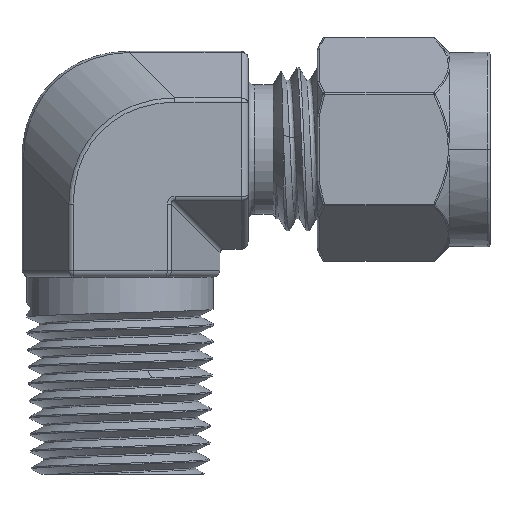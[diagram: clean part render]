
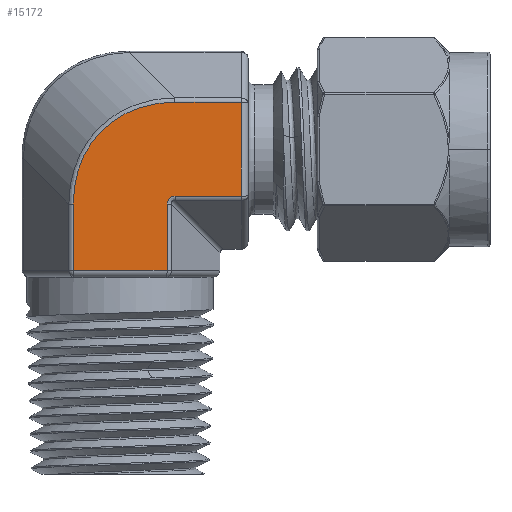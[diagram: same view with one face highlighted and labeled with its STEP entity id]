
A CAD part, top view. The second image highlights one B-rep face of the part: STEP entity #15172.
In plain terms, the highlighted planar face has unit normal (0, 0, 1).
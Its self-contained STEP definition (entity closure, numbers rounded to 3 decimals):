
#6232=DIRECTION('',(1.,0.,0.));
#6233=VECTOR('',#6232,4.866);
#6234=CARTESIAN_POINT('',(4.034,-3.45,6.35));
#6235=LINE('',#6234,#6233);
#6239=CARTESIAN_POINT('',(3.45,-4.034,6.35));
#6240=CARTESIAN_POINT('',(3.45,-4.015,6.35));
#6241=CARTESIAN_POINT('',(3.451,-3.978,6.35));
#6242=CARTESIAN_POINT('',(3.457,-3.926,6.35));
#6243=CARTESIAN_POINT('',(3.467,-3.877,6.35));
#6244=CARTESIAN_POINT('',(3.48,-3.83,6.35));
#6245=CARTESIAN_POINT('',(3.496,-3.788,6.35));
#6246=CARTESIAN_POINT('',(3.514,-3.748,6.35));
#6247=CARTESIAN_POINT('',(3.535,-3.712,6.35));
#6248=CARTESIAN_POINT('',(3.557,-3.679,6.35));
#6249=CARTESIAN_POINT('',(3.58,-3.648,6.35));
#6250=CARTESIAN_POINT('',(3.606,-3.619,6.35));
#6251=CARTESIAN_POINT('',(3.634,-3.592,6.35));
#6252=CARTESIAN_POINT('',(3.664,-3.567,6.35));
#6253=CARTESIAN_POINT('',(3.698,-3.543,6.35));
#6254=CARTESIAN_POINT('',(3.735,-3.521,6.35));
#6255=CARTESIAN_POINT('',(3.775,-3.501,6.35));
#6256=CARTESIAN_POINT('',(3.82,-3.484,6.35));
#6257=CARTESIAN_POINT('',(3.868,-3.469,6.35));
#6258=CARTESIAN_POINT('',(3.92,-3.458,6.35));
#6259=CARTESIAN_POINT('',(3.975,-3.451,6.35));
#6260=CARTESIAN_POINT('',(4.014,-3.45,6.35));
#6261=CARTESIAN_POINT('',(4.034,-3.45,6.35));
#6266=DIRECTION('',(0.,1.,0.));
#6267=VECTOR('',#6266,4.866);
#6268=CARTESIAN_POINT('',(3.45,-8.9,6.35));
#6269=LINE('',#6268,#6267);
#6273=DIRECTION('',(-1.,0.,0.));
#6274=VECTOR('',#6273,6.899);
#6275=CARTESIAN_POINT('',(3.45,-8.9,6.35));
#6276=LINE('',#6275,#6274);
#6280=DIRECTION('',(0.,1.,0.));
#6281=VECTOR('',#6280,4.88);
#6282=CARTESIAN_POINT('',(-3.45,-8.9,6.35));
#6283=LINE('',#6282,#6281);
#6287=CARTESIAN_POINT('',(-3.45,-4.02,6.35));
#6288=CARTESIAN_POINT('',(-3.45,-3.883,6.35));
#6289=CARTESIAN_POINT('',(-3.444,-3.615,6.35));
#6290=CARTESIAN_POINT('',(-3.418,-3.23,6.35));
#6291=CARTESIAN_POINT('',(-3.377,-2.852,6.35));
#6292=CARTESIAN_POINT('',(-3.32,-2.486,6.35));
#6293=CARTESIAN_POINT('',(-3.248,-2.129,6.35));
#6294=CARTESIAN_POINT('',(-3.163,-1.783,6.35));
#6295=CARTESIAN_POINT('',(-3.063,-1.447,6.35));
#6296=CARTESIAN_POINT('',(-2.95,-1.121,6.35));
#6297=CARTESIAN_POINT('',(-2.824,-0.806,6.35));
#6298=CARTESIAN_POINT('',(-2.686,-0.501,6.35));
#6299=CARTESIAN_POINT('',(-2.536,-0.207,6.35));
#6300=CARTESIAN_POINT('',(-2.373,0.076,6.35));
#6301=CARTESIAN_POINT('',(-2.2,0.35,6.35));
#6302=CARTESIAN_POINT('',(-2.015,0.612,6.35));
#6303=CARTESIAN_POINT('',(-1.818,0.865,6.35));
#6304=CARTESIAN_POINT('',(-1.611,1.107,6.35));
#6305=CARTESIAN_POINT('',(-1.393,1.338,6.35));
#6306=CARTESIAN_POINT('',(-1.164,1.559,6.35));
#6307=CARTESIAN_POINT('',(-0.923,1.77,6.35));
#6308=CARTESIAN_POINT('',(-0.672,1.97,6.35));
#6309=CARTESIAN_POINT('',(-0.41,2.159,6.35));
#6310=CARTESIAN_POINT('',(-0.137,2.336,6.35));
#6311=CARTESIAN_POINT('',(0.147,2.503,6.35));
#6312=CARTESIAN_POINT('',(0.443,2.658,6.35));
#6313=CARTESIAN_POINT('',(0.75,2.8,6.35));
#6314=CARTESIAN_POINT('',(1.068,2.93,6.35));
#6315=CARTESIAN_POINT('',(1.397,3.047,6.35));
#6316=CARTESIAN_POINT('',(1.738,3.15,6.35));
#6317=CARTESIAN_POINT('',(2.09,3.24,6.35));
#6318=CARTESIAN_POINT('',(2.453,3.314,6.35));
#6319=CARTESIAN_POINT('',(2.826,3.373,6.35));
#6320=CARTESIAN_POINT('',(3.212,3.417,6.35));
#6321=CARTESIAN_POINT('',(3.61,3.444,6.35));
#6322=CARTESIAN_POINT('',(3.882,3.45,6.35));
#6323=CARTESIAN_POINT('',(4.02,3.45,6.35));
#6328=DIRECTION('',(1.,0.,0.));
#6329=VECTOR('',#6328,4.88);
#6330=CARTESIAN_POINT('',(4.02,3.45,6.35));
#6331=LINE('',#6330,#6329);
#6335=DIRECTION('',(0.,-1.,0.));
#6336=VECTOR('',#6335,6.899);
#6337=CARTESIAN_POINT('',(8.9,3.45,6.35));
#6338=LINE('',#6337,#6336);
#11604=CARTESIAN_POINT('',(4.034,-3.45,6.35));
#11605=CARTESIAN_POINT('',(8.9,-3.45,6.35));
#11606=VERTEX_POINT('',#11604);
#11607=VERTEX_POINT('',#11605);
#11608=VERTEX_POINT('',#6239);
#11610=CARTESIAN_POINT('',(3.45,-8.9,6.35));
#11611=VERTEX_POINT('',#11610);
#11614=CARTESIAN_POINT('',(4.02,3.45,6.35));
#11615=CARTESIAN_POINT('',(8.9,3.45,6.35));
#11616=VERTEX_POINT('',#11614);
#11617=VERTEX_POINT('',#11615);
#11623=VERTEX_POINT('',#6287);
#11626=CARTESIAN_POINT('',(-3.45,-8.9,6.35));
#11627=VERTEX_POINT('',#11626);
#15151=CARTESIAN_POINT('',(0.,3.666,6.35));
#15152=DIRECTION('',(0.,0.,1.));
#15153=DIRECTION('',(0.,-1.,0.));
#15154=AXIS2_PLACEMENT_3D('',#15151,#15152,#15153);
#15155=PLANE('',#15154);
#15157=ORIENTED_EDGE('',*,*,#15156,.F.);
#15159=ORIENTED_EDGE('',*,*,#15158,.F.);
#15160=ORIENTED_EDGE('',*,*,#15142,.F.);
#15161=ORIENTED_EDGE('',*,*,#14797,.T.);
#15163=ORIENTED_EDGE('',*,*,#15162,.T.);
#15165=ORIENTED_EDGE('',*,*,#15164,.T.);
#15167=ORIENTED_EDGE('',*,*,#15166,.T.);
#15169=ORIENTED_EDGE('',*,*,#15168,.T.);
#15170=EDGE_LOOP('',(#15157,#15159,#15160,#15161,#15163,#15165,#15167,#15169));
#15171=FACE_OUTER_BOUND('',#15170,.F.);
#6262=B_SPLINE_CURVE_WITH_KNOTS('',3,(#6239,#6240,#6241,#6242,#6243,#6244,#6245,
#6246,#6247,#6248,#6249,#6250,#6251,#6252,#6253,#6254,#6255,#6256,#6257,#6258,
#6259,#6260,#6261),.UNSPECIFIED.,.F.,.F.,(4,1,1,1,1,1,1,1,1,1,1,1,1,1,1,1,1,1,1,
1,4),(0.,0.05,0.1,0.15,0.2,0.25,0.3,0.35,0.4,0.45,0.5,
0.55,0.6,0.65,0.7,0.75,0.8,0.85,0.9,0.95,1.),.UNSPECIFIED.);
#6324=B_SPLINE_CURVE_WITH_KNOTS('',3,(#6287,#6288,#6289,#6290,#6291,#6292,#6293,
#6294,#6295,#6296,#6297,#6298,#6299,#6300,#6301,#6302,#6303,#6304,#6305,#6306,
#6307,#6308,#6309,#6310,#6311,#6312,#6313,#6314,#6315,#6316,#6317,#6318,#6319,
#6320,#6321,#6322,#6323),.UNSPECIFIED.,.F.,.F.,(4,1,1,1,1,1,1,1,1,1,1,1,1,1,1,1,
1,1,1,1,1,1,1,1,1,1,1,1,1,1,1,1,1,1,4),(0.,0.029,
0.059,0.088,0.118,0.147,
0.176,0.206,0.235,0.265,
0.294,0.324,0.353,0.382,
0.412,0.441,0.471,0.5,0.529,
0.559,0.588,0.618,0.647,
0.676,0.706,0.735,0.765,
0.794,0.824,0.853,0.882,
0.912,0.941,0.971,1.),.UNSPECIFIED.);
#14797=EDGE_CURVE('',#11611,#11627,#6276,.T.);
#15142=EDGE_CURVE('',#11611,#11608,#6269,.T.);
#15156=EDGE_CURVE('',#11606,#11607,#6235,.T.);
#15158=EDGE_CURVE('',#11608,#11606,#6262,.T.);
#15162=EDGE_CURVE('',#11627,#11623,#6283,.T.);
#15164=EDGE_CURVE('',#11623,#11616,#6324,.T.);
#15166=EDGE_CURVE('',#11616,#11617,#6331,.T.);
#15168=EDGE_CURVE('',#11617,#11607,#6338,.T.);
#15172=ADVANCED_FACE('',(#15171),#15155,.T.);
